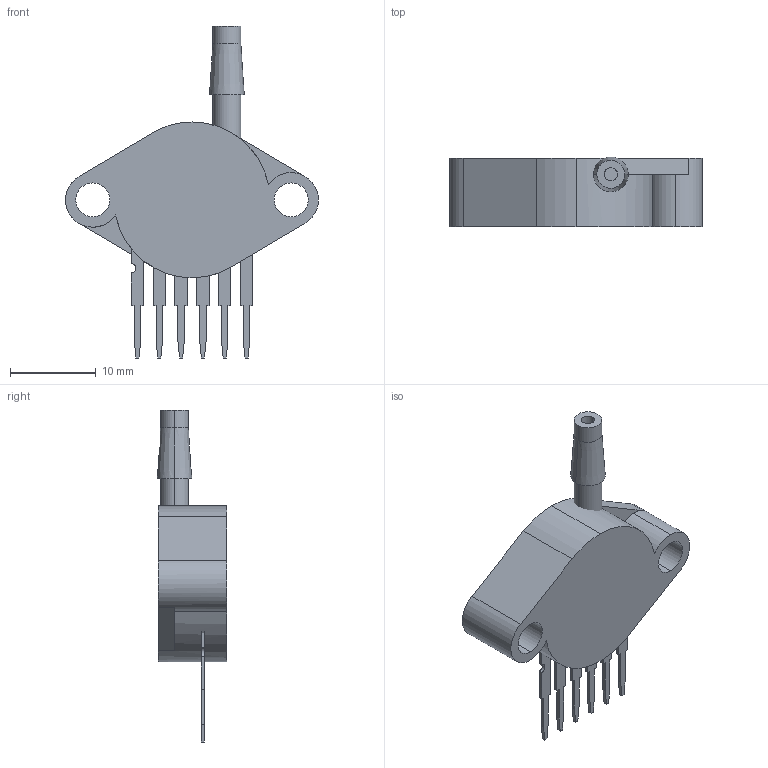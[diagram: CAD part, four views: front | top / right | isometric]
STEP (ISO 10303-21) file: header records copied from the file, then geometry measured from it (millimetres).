
FILE_DESCRIPTION (( 'STEP AP214' ), '1' );
FILE_NAME ('MPX5100GP.STEP', '2024-10-18T08:37:31', ( '' ), ( '' ), 'SwSTEP 2.0', 'SolidWorks 2023', '' );
FILE_SCHEMA (( 'AUTOMOTIVE_DESIGN' ));
Length unit declared in the file: millimetre
Products named in the file (4): MPX5100GP; pins; top; body
Assembly tree (3 placements, depth 2):
  MPX5100GP
    body
    top
    pins
Bounding box: 29.46 x 8.12 x 38.68 mm (x, y, z)
Volume: 2736.6 mm3; surface area: 1988.4 mm2
Topology: 8 solids, 8 shells, 104 faces, 256 edges, 170 vertices
Faces by surface type: plane 85, cylinder 17, cone 2
Entity records: 4362 total; most frequent: CARTESIAN_POINT 536, DIRECTION 516, ORIENTED_EDGE 512, EDGE_CURVE 256, VECTOR 216, LINE 216, VERTEX_POINT 170, AXIS2_PLACEMENT_3D 150
